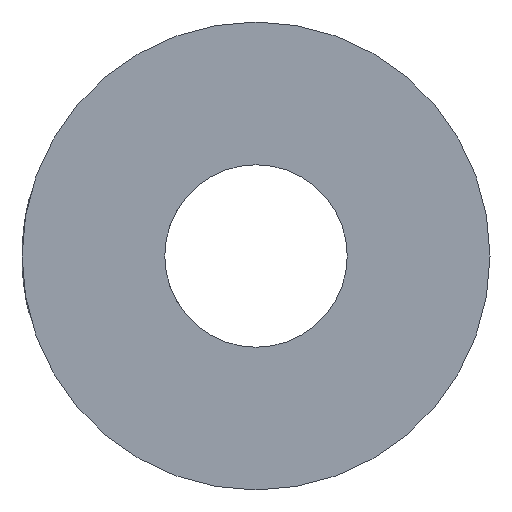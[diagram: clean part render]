
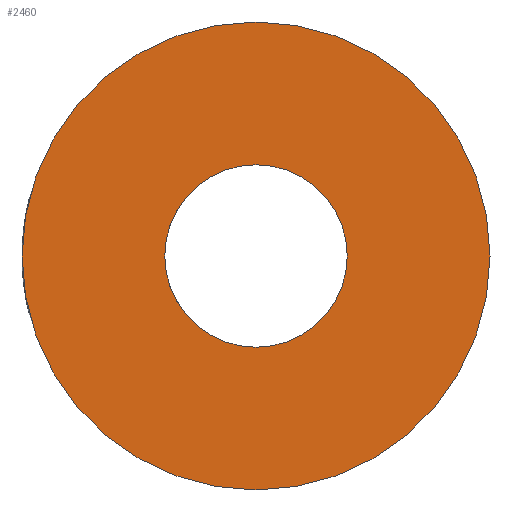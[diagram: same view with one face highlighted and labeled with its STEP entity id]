
A CAD part, left-side view. The second image highlights one B-rep face of the part: STEP entity #2460.
In plain terms, the highlighted planar face has unit normal (-1, 0, 0).
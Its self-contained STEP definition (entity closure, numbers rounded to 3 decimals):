
#21=PLANE('',#2853);
#27=FACE_BOUND('',#670,.T.);
#29=CIRCLE('',#2477,8.);
#277=CIRCLE('',#2854,3.12);
#532=FACE_OUTER_BOUND('',#669,.T.);
#669=EDGE_LOOP('',(#2321));
#670=EDGE_LOOP('',(#2322));
#935=VERTEX_POINT('',#3851);
#1185=VERTEX_POINT('',#4639);
#1190=EDGE_CURVE('',#935,#935,#29,.T.);
#1565=EDGE_CURVE('',#1185,#1185,#277,.F.);
#2321=ORIENTED_EDGE('',*,*,#1190,.T.);
#2322=ORIENTED_EDGE('',*,*,#1565,.F.);
#2460=ADVANCED_FACE('',(#532,#27),#21,.T.);
#2477=AXIS2_PLACEMENT_3D('',#3852,#2861,#2862);
#2853=AXIS2_PLACEMENT_3D('',#4638,#3738,#3739);
#2854=AXIS2_PLACEMENT_3D('',#4640,#3740,#3741);
#2861=DIRECTION('center_axis',(-1.,0.,0.));
#2862=DIRECTION('ref_axis',(0.,0.,1.));
#3738=DIRECTION('center_axis',(-1.,0.,0.));
#3739=DIRECTION('ref_axis',(0.,0.,1.));
#3740=DIRECTION('center_axis',(1.,0.,0.));
#3741=DIRECTION('ref_axis',(0.,0.,1.));
#3851=CARTESIAN_POINT('',(2.,0.,-8.));
#3852=CARTESIAN_POINT('Origin',(2.,0.,0.));
#4638=CARTESIAN_POINT('Origin',(2.,0.,3.12));
#4639=CARTESIAN_POINT('',(2.,0.,-3.12));
#4640=CARTESIAN_POINT('Origin',(2.,0.,0.));
